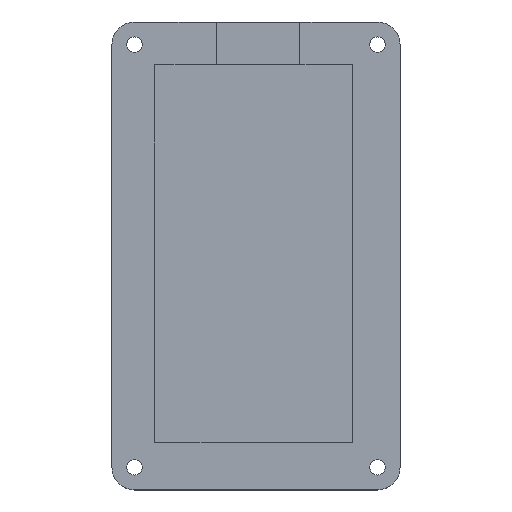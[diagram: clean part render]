
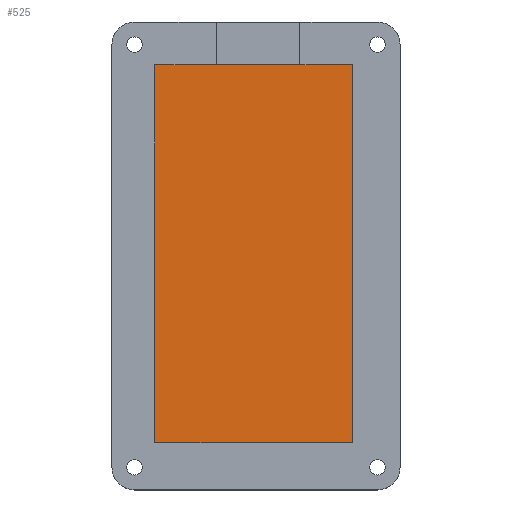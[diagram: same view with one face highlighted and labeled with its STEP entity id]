
A CAD part, top view. The second image highlights one B-rep face of the part: STEP entity #525.
In plain terms, the highlighted planar face has unit normal (0, 0, 1).
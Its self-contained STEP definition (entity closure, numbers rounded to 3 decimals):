
#35=PLANE('',#585);
#57=FACE_OUTER_BOUND('',#95,.T.);
#95=EDGE_LOOP('',(#437,#438,#439,#440));
#150=LINE('',#869,#198);
#152=LINE('',#874,#200);
#153=LINE('',#875,#201);
#154=LINE('',#876,#202);
#198=VECTOR('',#702,10.);
#200=VECTOR('',#706,10.);
#201=VECTOR('',#707,10.);
#202=VECTOR('',#708,10.);
#273=VERTEX_POINT('',#866);
#274=VERTEX_POINT('',#868);
#275=VERTEX_POINT('',#872);
#276=VERTEX_POINT('',#873);
#334=EDGE_CURVE('',#273,#274,#150,.T.);
#336=EDGE_CURVE('',#275,#276,#152,.T.);
#337=EDGE_CURVE('',#274,#275,#153,.T.);
#338=EDGE_CURVE('',#276,#273,#154,.T.);
#437=ORIENTED_EDGE('',*,*,#336,.F.);
#438=ORIENTED_EDGE('',*,*,#337,.F.);
#439=ORIENTED_EDGE('',*,*,#334,.F.);
#440=ORIENTED_EDGE('',*,*,#338,.F.);
#525=ADVANCED_FACE('',(#57),#35,.T.);
#585=AXIS2_PLACEMENT_3D('',#871,#704,#705);
#702=DIRECTION('',(1.,0.,0.));
#704=DIRECTION('center_axis',(0.,0.,1.));
#705=DIRECTION('ref_axis',(1.,0.,0.));
#706=DIRECTION('',(-1.,0.,0.));
#707=DIRECTION('',(0.,-1.,0.));
#708=DIRECTION('',(0.,1.,0.));
#866=CARTESIAN_POINT('',(-10.5,5.,3.));
#868=CARTESIAN_POINT('',(33.362,5.,3.));
#869=CARTESIAN_POINT('',(0.465,5.,3.));
#871=CARTESIAN_POINT('Origin',(11.431,-36.85,3.));
#872=CARTESIAN_POINT('',(33.362,-78.7,3.));
#873=CARTESIAN_POINT('',(-10.5,-78.7,3.));
#874=CARTESIAN_POINT('',(22.396,-78.7,3.));
#875=CARTESIAN_POINT('',(33.362,-15.925,3.));
#876=CARTESIAN_POINT('',(-10.5,-57.775,3.));
